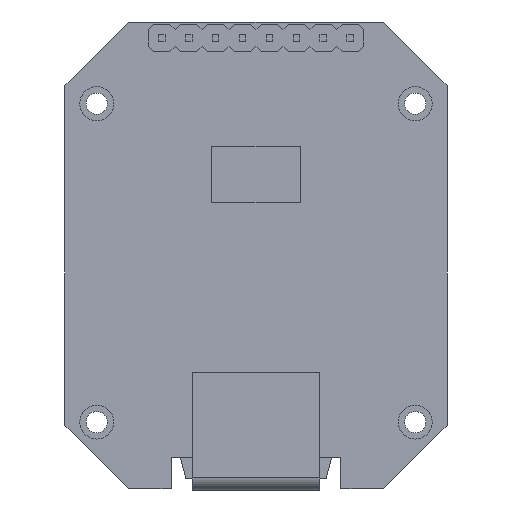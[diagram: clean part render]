
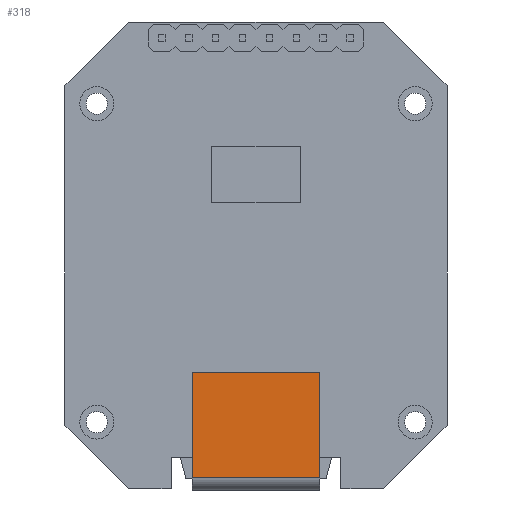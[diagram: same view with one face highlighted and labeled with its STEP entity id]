
A CAD part, left-side view. The second image highlights one B-rep face of the part: STEP entity #318.
In plain terms, the highlighted planar face has unit normal (-1, 0, 0).
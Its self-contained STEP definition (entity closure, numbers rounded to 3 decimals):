
#318=ADVANCED_FACE('',(#2094),#2096,.T.);
#2094=FACE_BOUND('',#2095,.T.);
#2095=EDGE_LOOP('',(#3606,#3607,#3608,#3609));
#2096=PLANE('',#2097);
#2097=AXIS2_PLACEMENT_3D('',#2098,#2099,#2100);
#2098=CARTESIAN_POINT('',(-0.2,-6.,-20.956));
#2099=DIRECTION('',(-1.,0.,0.));
#2100=DIRECTION('',(0.,0.,1.));
#3606=ORIENTED_EDGE('',*,*,#4446,.T.);
#3607=ORIENTED_EDGE('',*,*,#4539,.T.);
#3608=ORIENTED_EDGE('',*,*,#4452,.F.);
#3609=ORIENTED_EDGE('',*,*,#4540,.F.);
#4446=EDGE_CURVE('',#4994,#4992,#4995,.T.);
#4452=EDGE_CURVE('',#5002,#5004,#5005,.T.);
#4539=EDGE_CURVE('',#4992,#5004,#5170,.T.);
#4540=EDGE_CURVE('',#4994,#5002,#5171,.T.);
#4992=VERTEX_POINT('',#5974);
#4994=VERTEX_POINT('',#5978);
#4995=LINE('',#5979,#5980);
#5002=VERTEX_POINT('',#5997);
#5004=VERTEX_POINT('',#6002);
#5005=LINE('',#6003,#6004);
#5170=LINE('',#6347,#6348);
#5171=LINE('',#6350,#6351);
#5974=CARTESIAN_POINT('',(-0.2,-6.,-11.));
#5978=CARTESIAN_POINT('',(-0.2,-6.,-20.956));
#5979=CARTESIAN_POINT('',(-0.2,-6.,-20.956));
#5980=VECTOR('',#5981,1.);
#5981=DIRECTION('',(0.,0.,1.));
#5997=CARTESIAN_POINT('',(-0.2,6.,-20.956));
#6002=CARTESIAN_POINT('',(-0.2,6.,-11.));
#6003=CARTESIAN_POINT('',(-0.2,6.,-20.956));
#6004=VECTOR('',#6005,1.);
#6005=DIRECTION('',(0.,0.,1.));
#6347=CARTESIAN_POINT('',(-0.2,-6.,-11.));
#6348=VECTOR('',#6349,1.);
#6349=DIRECTION('',(0.,1.,0.));
#6350=CARTESIAN_POINT('',(-0.2,-6.,-20.956));
#6351=VECTOR('',#6352,1.);
#6352=DIRECTION('',(0.,1.,0.));
